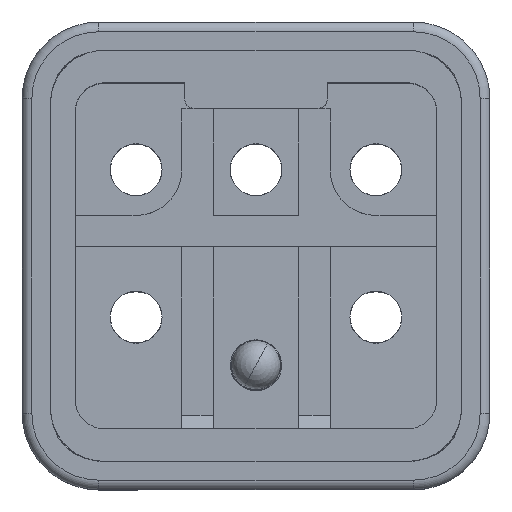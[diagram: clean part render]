
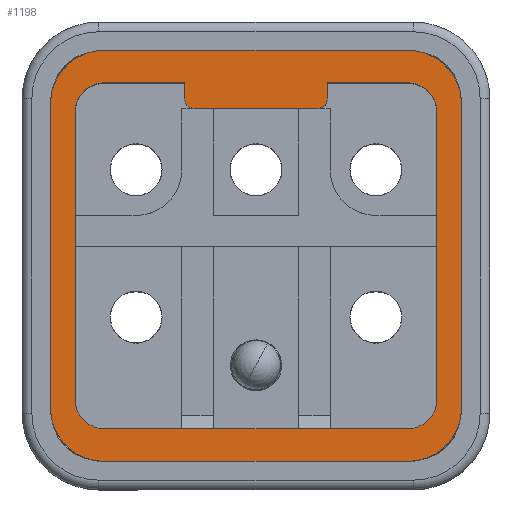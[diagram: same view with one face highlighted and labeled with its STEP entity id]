
A CAD part, top view. The second image highlights one B-rep face of the part: STEP entity #1198.
In plain terms, the highlighted planar face has unit normal (0, 0, 1).
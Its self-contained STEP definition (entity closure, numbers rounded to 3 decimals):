
#735=AXIS2_PLACEMENT_3D('Circle Axis2P3D',#733,#734,$) ;
#1057=AXIS2_PLACEMENT_3D('Plane Axis2P3D',#1054,#1055,#1056) ;
#1061=AXIS2_PLACEMENT_3D('Circle Axis2P3D',#1059,#1060,$) ;
#1077=AXIS2_PLACEMENT_3D('Circle Axis2P3D',#1075,#1076,$) ;
#1091=AXIS2_PLACEMENT_3D('Circle Axis2P3D',#1089,#1090,$) ;
#1105=AXIS2_PLACEMENT_3D('Circle Axis2P3D',#1103,#1104,$) ;
#1143=AXIS2_PLACEMENT_3D('Circle Axis2P3D',#1141,#1142,$) ;
#1148=AXIS2_PLACEMENT_3D('Circle Axis2P3D',#1146,#1147,$) ;
#1169=AXIS2_PLACEMENT_3D('Circle Axis2P3D',#1167,#1168,$) ;
#1174=AXIS2_PLACEMENT_3D('Circle Axis2P3D',#1172,#1173,$) ;
#1179=AXIS2_PLACEMENT_3D('Circle Axis2P3D',#1177,#1178,$) ;
#430=CARTESIAN_POINT('Line Origine',(2.7,11.9,39.2)) ;
#434=CARTESIAN_POINT('Vertex',(2.7,19.2,39.2)) ;
#436=CARTESIAN_POINT('Vertex',(2.7,4.6,39.2)) ;
#662=CARTESIAN_POINT('Vertex',(21.1,4.6,39.2)) ;
#665=CARTESIAN_POINT('Line Origine',(21.1,11.9,39.2)) ;
#669=CARTESIAN_POINT('Vertex',(21.1,19.2,39.2)) ;
#702=CARTESIAN_POINT('Vertex',(4.2,3.1,39.2)) ;
#705=CARTESIAN_POINT('Line Origine',(11.9,3.1,39.2)) ;
#709=CARTESIAN_POINT('Vertex',(19.6,3.1,39.2)) ;
#733=CARTESIAN_POINT('Axis2P3D Location',(19.6,4.6,39.2)) ;
#869=CARTESIAN_POINT('Vertex',(15.03,19.4,39.2)) ;
#874=CARTESIAN_POINT('Line Origine',(11.9,19.4,39.2)) ;
#878=CARTESIAN_POINT('Vertex',(8.77,19.4,39.2)) ;
#1054=CARTESIAN_POINT('Axis2P3D Location',(11.9,11.9,39.2)) ;
#1059=CARTESIAN_POINT('Axis2P3D Location',(4.15,4.15,39.2)) ;
#1063=CARTESIAN_POINT('Vertex',(4.15,1.45,39.2)) ;
#1065=CARTESIAN_POINT('Vertex',(1.45,4.15,39.2)) ;
#1068=CARTESIAN_POINT('Line Origine',(11.9,1.45,39.2)) ;
#1072=CARTESIAN_POINT('Vertex',(19.65,1.45,39.2)) ;
#1075=CARTESIAN_POINT('Axis2P3D Location',(19.65,4.15,39.2)) ;
#1079=CARTESIAN_POINT('Vertex',(22.35,4.15,39.2)) ;
#1082=CARTESIAN_POINT('Line Origine',(22.35,11.9,39.2)) ;
#1086=CARTESIAN_POINT('Vertex',(22.35,19.65,39.2)) ;
#1089=CARTESIAN_POINT('Axis2P3D Location',(19.65,19.65,39.2)) ;
#1093=CARTESIAN_POINT('Vertex',(19.65,22.35,39.2)) ;
#1096=CARTESIAN_POINT('Line Origine',(11.9,22.35,39.2)) ;
#1100=CARTESIAN_POINT('Vertex',(4.15,22.35,39.2)) ;
#1103=CARTESIAN_POINT('Axis2P3D Location',(4.15,19.65,39.2)) ;
#1107=CARTESIAN_POINT('Vertex',(1.45,19.65,39.2)) ;
#1110=CARTESIAN_POINT('Line Origine',(1.45,11.9,39.2)) ;
#1125=CARTESIAN_POINT('Line Origine',(6.235,20.7,39.2)) ;
#1129=CARTESIAN_POINT('Vertex',(8.27,20.7,39.2)) ;
#1131=CARTESIAN_POINT('Vertex',(4.2,20.7,39.2)) ;
#1134=CARTESIAN_POINT('Line Origine',(8.27,20.3,39.2)) ;
#1138=CARTESIAN_POINT('Vertex',(8.27,19.9,39.2)) ;
#1141=CARTESIAN_POINT('Axis2P3D Location',(8.77,19.9,39.2)) ;
#1146=CARTESIAN_POINT('Axis2P3D Location',(15.03,19.9,39.2)) ;
#1150=CARTESIAN_POINT('Vertex',(15.53,19.9,39.2)) ;
#1153=CARTESIAN_POINT('Line Origine',(15.53,20.3,39.2)) ;
#1157=CARTESIAN_POINT('Vertex',(15.53,20.7,39.2)) ;
#1160=CARTESIAN_POINT('Line Origine',(17.565,20.7,39.2)) ;
#1164=CARTESIAN_POINT('Vertex',(19.6,20.7,39.2)) ;
#1167=CARTESIAN_POINT('Axis2P3D Location',(19.6,19.2,39.2)) ;
#1172=CARTESIAN_POINT('Axis2P3D Location',(4.2,4.6,39.2)) ;
#1177=CARTESIAN_POINT('Axis2P3D Location',(4.2,19.2,39.2)) ;
#431=DIRECTION('Vector Direction',(0.,-1.,0.)) ;
#666=DIRECTION('Vector Direction',(0.,1.,0.)) ;
#706=DIRECTION('Vector Direction',(-1.,0.,0.)) ;
#734=DIRECTION('Axis2P3D Direction',(0.,0.,-1.)) ;
#875=DIRECTION('Vector Direction',(1.,0.,0.)) ;
#1055=DIRECTION('Axis2P3D Direction',(0.,0.,-1.)) ;
#1056=DIRECTION('Axis2P3D XDirection',(1.,0.,0.)) ;
#1060=DIRECTION('Axis2P3D Direction',(0.,0.,-1.)) ;
#1069=DIRECTION('Vector Direction',(1.,0.,0.)) ;
#1076=DIRECTION('Axis2P3D Direction',(0.,0.,-1.)) ;
#1083=DIRECTION('Vector Direction',(0.,-1.,0.)) ;
#1090=DIRECTION('Axis2P3D Direction',(0.,0.,-1.)) ;
#1097=DIRECTION('Vector Direction',(-1.,0.,0.)) ;
#1104=DIRECTION('Axis2P3D Direction',(0.,0.,-1.)) ;
#1111=DIRECTION('Vector Direction',(0.,1.,0.)) ;
#1126=DIRECTION('Vector Direction',(1.,0.,0.)) ;
#1135=DIRECTION('Vector Direction',(0.,-1.,0.)) ;
#1142=DIRECTION('Axis2P3D Direction',(0.,0.,-1.)) ;
#1147=DIRECTION('Axis2P3D Direction',(0.,0.,-1.)) ;
#1154=DIRECTION('Vector Direction',(0.,1.,0.)) ;
#1161=DIRECTION('Vector Direction',(1.,0.,0.)) ;
#1168=DIRECTION('Axis2P3D Direction',(0.,0.,-1.)) ;
#1173=DIRECTION('Axis2P3D Direction',(0.,0.,-1.)) ;
#1178=DIRECTION('Axis2P3D Direction',(0.,0.,-1.)) ;
#432=VECTOR('Line Direction',#431,1.) ;
#667=VECTOR('Line Direction',#666,1.) ;
#707=VECTOR('Line Direction',#706,1.) ;
#876=VECTOR('Line Direction',#875,1.) ;
#1070=VECTOR('Line Direction',#1069,1.) ;
#1084=VECTOR('Line Direction',#1083,1.) ;
#1098=VECTOR('Line Direction',#1097,1.) ;
#1112=VECTOR('Line Direction',#1111,1.) ;
#1127=VECTOR('Line Direction',#1126,1.) ;
#1136=VECTOR('Line Direction',#1135,1.) ;
#1155=VECTOR('Line Direction',#1154,1.) ;
#1162=VECTOR('Line Direction',#1161,1.) ;
#1116=ORIENTED_EDGE('',*,*,#1067,.F.) ;
#1117=ORIENTED_EDGE('',*,*,#1074,.F.) ;
#1118=ORIENTED_EDGE('',*,*,#1081,.F.) ;
#1119=ORIENTED_EDGE('',*,*,#1088,.F.) ;
#1120=ORIENTED_EDGE('',*,*,#1095,.F.) ;
#1121=ORIENTED_EDGE('',*,*,#1102,.F.) ;
#1122=ORIENTED_EDGE('',*,*,#1109,.F.) ;
#1123=ORIENTED_EDGE('',*,*,#1114,.F.) ;
#1183=ORIENTED_EDGE('',*,*,#1133,.F.) ;
#1184=ORIENTED_EDGE('',*,*,#1140,.F.) ;
#1185=ORIENTED_EDGE('',*,*,#1145,.F.) ;
#1186=ORIENTED_EDGE('',*,*,#880,.F.) ;
#1187=ORIENTED_EDGE('',*,*,#1152,.F.) ;
#1188=ORIENTED_EDGE('',*,*,#1159,.F.) ;
#1189=ORIENTED_EDGE('',*,*,#1166,.F.) ;
#1190=ORIENTED_EDGE('',*,*,#1171,.T.) ;
#1191=ORIENTED_EDGE('',*,*,#671,.F.) ;
#1192=ORIENTED_EDGE('',*,*,#737,.T.) ;
#1193=ORIENTED_EDGE('',*,*,#711,.F.) ;
#1194=ORIENTED_EDGE('',*,*,#1176,.T.) ;
#1195=ORIENTED_EDGE('',*,*,#438,.F.) ;
#1196=ORIENTED_EDGE('',*,*,#1181,.T.) ;
#1197=FACE_BOUND('',#1182,.T.) ;
#1198=ADVANCED_FACE('Hauptk\X2\00F6\X0\rper',(#1124,#1197),#1058,.F.) ;
#736=CIRCLE('generated circle',#735,1.5) ;
#1062=CIRCLE('generated circle',#1061,2.7) ;
#1078=CIRCLE('generated circle',#1077,2.7) ;
#1092=CIRCLE('generated circle',#1091,2.7) ;
#1106=CIRCLE('generated circle',#1105,2.7) ;
#1144=CIRCLE('generated circle',#1143,0.5) ;
#1149=CIRCLE('generated circle',#1148,0.5) ;
#1170=CIRCLE('generated circle',#1169,1.5) ;
#1175=CIRCLE('generated circle',#1174,1.5) ;
#1180=CIRCLE('generated circle',#1179,1.5) ;
#438=EDGE_CURVE('',#435,#437,#433,.T.) ;
#671=EDGE_CURVE('',#663,#670,#668,.T.) ;
#711=EDGE_CURVE('',#703,#710,#708,.F.) ;
#737=EDGE_CURVE('',#663,#710,#736,.T.) ;
#880=EDGE_CURVE('',#870,#879,#877,.F.) ;
#1067=EDGE_CURVE('',#1064,#1066,#1062,.T.) ;
#1074=EDGE_CURVE('',#1073,#1064,#1071,.F.) ;
#1081=EDGE_CURVE('',#1080,#1073,#1078,.T.) ;
#1088=EDGE_CURVE('',#1087,#1080,#1085,.T.) ;
#1095=EDGE_CURVE('',#1094,#1087,#1092,.T.) ;
#1102=EDGE_CURVE('',#1101,#1094,#1099,.F.) ;
#1109=EDGE_CURVE('',#1108,#1101,#1106,.T.) ;
#1114=EDGE_CURVE('',#1066,#1108,#1113,.T.) ;
#1133=EDGE_CURVE('',#1130,#1132,#1128,.F.) ;
#1140=EDGE_CURVE('',#1139,#1130,#1137,.F.) ;
#1145=EDGE_CURVE('',#879,#1139,#1144,.T.) ;
#1152=EDGE_CURVE('',#1151,#870,#1149,.T.) ;
#1159=EDGE_CURVE('',#1158,#1151,#1156,.F.) ;
#1166=EDGE_CURVE('',#1165,#1158,#1163,.F.) ;
#1171=EDGE_CURVE('',#1165,#670,#1170,.T.) ;
#1176=EDGE_CURVE('',#703,#437,#1175,.T.) ;
#1181=EDGE_CURVE('',#435,#1132,#1180,.T.) ;
#1115=EDGE_LOOP('',(#1116,#1117,#1118,#1119,#1120,#1121,#1122,#1123)) ;
#1182=EDGE_LOOP('',(#1183,#1184,#1185,#1186,#1187,#1188,#1189,#1190,#1191,#1192,#1193,#1194,#1195,#1196)) ;
#1124=FACE_OUTER_BOUND('',#1115,.T.) ;
#433=LINE('Line',#430,#432) ;
#668=LINE('Line',#665,#667) ;
#708=LINE('Line',#705,#707) ;
#877=LINE('Line',#874,#876) ;
#1071=LINE('Line',#1068,#1070) ;
#1085=LINE('Line',#1082,#1084) ;
#1099=LINE('Line',#1096,#1098) ;
#1113=LINE('Line',#1110,#1112) ;
#1128=LINE('Line',#1125,#1127) ;
#1137=LINE('Line',#1134,#1136) ;
#1156=LINE('Line',#1153,#1155) ;
#1163=LINE('Line',#1160,#1162) ;
#1058=PLANE('',#1057) ;
#435=VERTEX_POINT('',#434) ;
#437=VERTEX_POINT('',#436) ;
#663=VERTEX_POINT('',#662) ;
#670=VERTEX_POINT('',#669) ;
#703=VERTEX_POINT('',#702) ;
#710=VERTEX_POINT('',#709) ;
#870=VERTEX_POINT('',#869) ;
#879=VERTEX_POINT('',#878) ;
#1064=VERTEX_POINT('',#1063) ;
#1066=VERTEX_POINT('',#1065) ;
#1073=VERTEX_POINT('',#1072) ;
#1080=VERTEX_POINT('',#1079) ;
#1087=VERTEX_POINT('',#1086) ;
#1094=VERTEX_POINT('',#1093) ;
#1101=VERTEX_POINT('',#1100) ;
#1108=VERTEX_POINT('',#1107) ;
#1130=VERTEX_POINT('',#1129) ;
#1132=VERTEX_POINT('',#1131) ;
#1139=VERTEX_POINT('',#1138) ;
#1151=VERTEX_POINT('',#1150) ;
#1158=VERTEX_POINT('',#1157) ;
#1165=VERTEX_POINT('',#1164) ;
